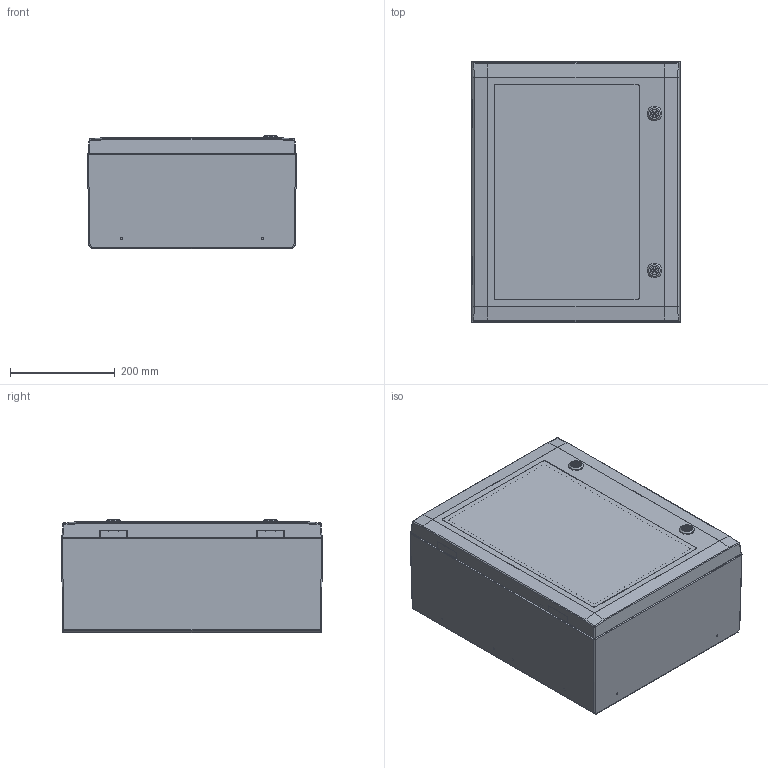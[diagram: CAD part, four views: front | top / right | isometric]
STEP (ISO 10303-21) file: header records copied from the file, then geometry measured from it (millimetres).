
FILE_DESCRIPTION (( 'STEP AP203' ), '1' );
FILE_NAME ('ARCA 504021W.STEP', '2022-05-25T11:10:30', ( '' ), ( '' ), 'SwSTEP 2.0', 'SolidWorks 2021', '' );
FILE_SCHEMA (( 'CONFIG_CONTROL_DESIGN' ));
Length unit declared in the file: millimetre
Products named in the file (14): Cover 504003W; 1000-102A-D_ASM; ARCA 504021W; MPS 5040; 1000-02; Window 5040; 1000-u187-n2_asm; 1000-102A-2X; Cabinet hinge small; NewCab Lock Cam; Lock Cam as OPEN position; ARCA IEC DB small; Cabinet 504018 Base; 1000-102A-1X_AF0
Assembly tree (16 placements, depth 4):
  ARCA 504021W
    Cabinet 504018 Base
    Cabinet hinge small  x2
    Cover 504003W
    ARCA IEC DB small  x2
      1000-102A-D_ASM
        1000-102A-1X_AF0
        1000-102A-2X
      1000-02
      1000-u187-n2_asm
      NewCab Lock Cam
    Lock Cam as OPEN position  x2
    MPS 5040
    Window 5040
Bounding box: 400 x 500 x 217.2 mm (x, y, z)
Volume: 3950215.9 mm3; surface area: 2312426.9 mm2
Topology: 20 solids, 20 shells, 2841 faces, 7138 edges, 4572 vertices
Faces by surface type: plane 1767, cylinder 564, cone 338, bspline 144, torus 20, sphere 8
Entity records: 73234 total; most frequent: CARTESIAN_POINT 17336, ORIENTED_EDGE 11486, DIRECTION 10742, EDGE_CURVE 5743, VECTOR 4000, LINE 4000, VERTEX_POINT 3729, AXIS2_PLACEMENT_3D 3371
